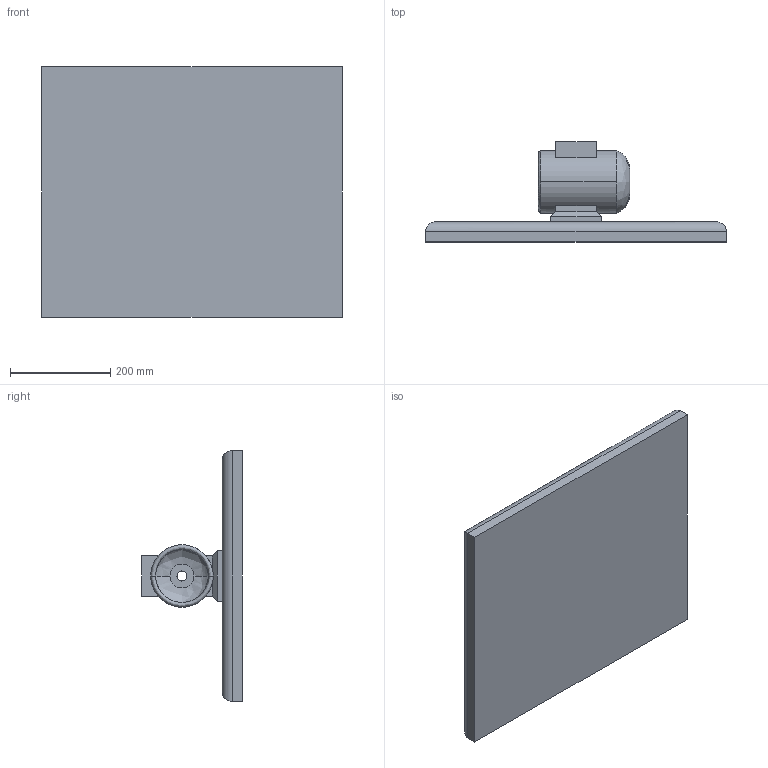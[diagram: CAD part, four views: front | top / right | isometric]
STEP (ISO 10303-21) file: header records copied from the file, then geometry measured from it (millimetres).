
FILE_DESCRIPTION (( 'STEP AP214' ), '1' );
FILE_NAME ('upper part.STEP', '2021-05-20T23:44:05', ( '' ), ( '' ), 'SwSTEP 2.0', 'SolidWorks 2019', '' );
FILE_SCHEMA (( 'AUTOMOTIVE_DESIGN' ));
Length unit declared in the file: centimetre
Products named in the file (1): upper part
Bounding box: 600 x 200 x 500 mm (x, y, z)
Volume: 12459699.5 mm3; surface area: 841102.2 mm2
Topology: 1 solids, 1 shells, 60 faces, 144 edges, 92 vertices
Faces by surface type: plane 36, cylinder 16, bspline 8
Entity records: 2825 total; most frequent: CARTESIAN_POINT 979, ORIENTED_EDGE 288, DIRECTION 286, EDGE_CURVE 144, AXIS2_PLACEMENT_3D 103, VERTEX_POINT 92, VECTOR 80, LINE 80
